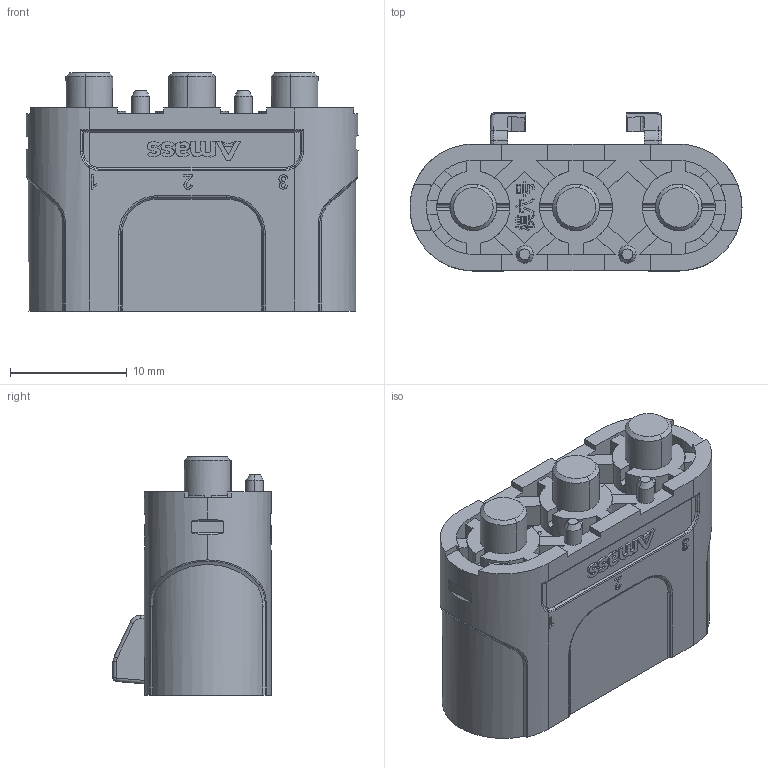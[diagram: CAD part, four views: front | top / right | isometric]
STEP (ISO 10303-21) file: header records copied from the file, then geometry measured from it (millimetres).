
FILE_DESCRIPTION (( 'STEP AP214' ), '1' );
FILE_NAME ('LCC40PB-M 鼎諦3D芞 V00.STEP', '2023-02-21T01:31:51', ( 'PC' ), ( '' ), 'SwSTEP 2.0', 'SolidWorks 2018', '' );
FILE_SCHEMA (( 'AUTOMOTIVE_DESIGN' ));
Length unit declared in the file: millimetre
Products named in the file (1): LCC40PB-M 鼎諦3D芞 V00
Bounding box: 28.45 x 13.55 x 20.4 mm (x, y, z)
Volume: 2580.6 mm3; surface area: 3824.9 mm2
Topology: 1 solids, 4 shells, 813 faces, 2213 edges, 1445 vertices
Faces by surface type: plane 430, bspline 199, cylinder 129, cone 29, torus 18, sphere 8
Entity records: 33951 total; most frequent: CARTESIAN_POINT 14719, ORIENTED_EDGE 4414, DIRECTION 3288, EDGE_CURVE 2207, VERTEX_POINT 1445, LINE 1364, VECTOR 1364, AXIS2_PLACEMENT_3D 962
